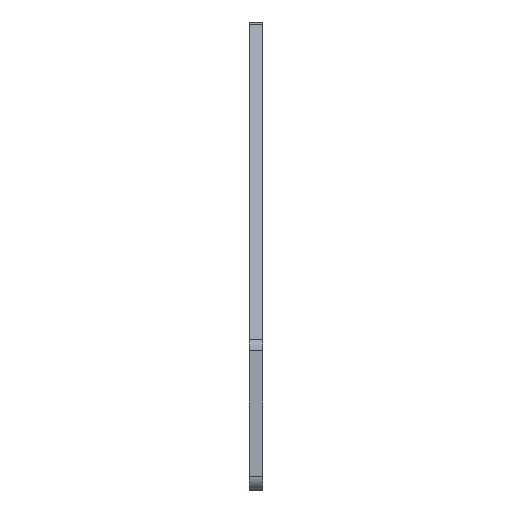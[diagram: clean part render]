
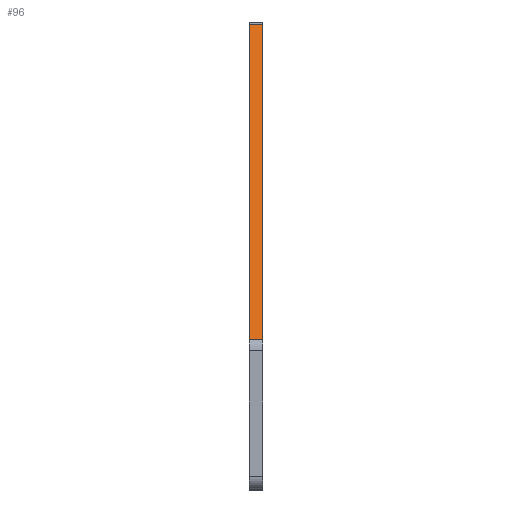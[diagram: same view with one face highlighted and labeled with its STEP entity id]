
A CAD part, left-side view. The second image highlights one B-rep face of the part: STEP entity #96.
In plain terms, the highlighted planar face has unit normal (-0.555, 0, 0.832).
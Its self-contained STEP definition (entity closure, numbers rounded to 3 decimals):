
#52 = ORIENTED_EDGE ( 'NONE', *, *, #797, .F. ) ;
#75 = ORIENTED_EDGE ( 'NONE', *, *, #779, .F. ) ;
#86 = DIRECTION ( 'NONE',  ( 0., -1., 0. ) ) ;
#96 = ADVANCED_FACE ( 'NONE', ( #1128 ), #1118, .T. ) ;
#118 = LINE ( 'NONE', #656, #774 ) ;
#122 = CARTESIAN_POINT ( 'NONE',  ( -101.887, 0., 14.672 ) ) ;
#141 = CARTESIAN_POINT ( 'NONE',  ( -101.887, 2.5, 14.672 ) ) ;
#153 = VECTOR ( 'NONE', #474, 1000. ) ;
#204 = EDGE_CURVE ( 'NONE', #299, #550, #118, .T. ) ;
#253 = DIRECTION ( 'NONE',  ( -0.555, 0., 0.832 ) ) ;
#299 = VERTEX_POINT ( 'NONE', #619 ) ;
#300 = LINE ( 'NONE', #122, #153 ) ;
#306 = VECTOR ( 'NONE', #514, 1000. ) ;
#312 = EDGE_LOOP ( 'NONE', ( #901, #858, #75, #52 ) ) ;
#322 = CARTESIAN_POINT ( 'NONE',  ( -14.394, 0., 73. ) ) ;
#325 = CARTESIAN_POINT ( 'NONE',  ( -101.887, 0., 14.672 ) ) ;
#336 = CARTESIAN_POINT ( 'NONE',  ( -14.394, 0., 73. ) ) ;
#449 = VERTEX_POINT ( 'NONE', #325 ) ;
#474 = DIRECTION ( 'NONE',  ( 0., 1., 0. ) ) ;
#514 = DIRECTION ( 'NONE',  ( -0.832, 0., -0.555 ) ) ;
#533 = LINE ( 'NONE', #322, #306 ) ;
#550 = VERTEX_POINT ( 'NONE', #141 ) ;
#562 = DIRECTION ( 'NONE',  ( -0.832, 0., -0.555 ) ) ;
#574 = AXIS2_PLACEMENT_3D ( 'NONE', #336, #253, #680 ) ;
#582 = EDGE_CURVE ( 'NONE', #449, #550, #300, .T. ) ;
#619 = CARTESIAN_POINT ( 'NONE',  ( -15.024, 2.5, 72.58 ) ) ;
#623 = VERTEX_POINT ( 'NONE', #1108 ) ;
#656 = CARTESIAN_POINT ( 'NONE',  ( -14.394, 2.5, 73. ) ) ;
#673 = LINE ( 'NONE', #1030, #953 ) ;
#680 = DIRECTION ( 'NONE',  ( -0.832, 0., -0.555 ) ) ;
#774 = VECTOR ( 'NONE', #562, 1000. ) ;
#779 = EDGE_CURVE ( 'NONE', #623, #449, #533, .T. ) ;
#797 = EDGE_CURVE ( 'NONE', #299, #623, #673, .T. ) ;
#858 = ORIENTED_EDGE ( 'NONE', *, *, #582, .F. ) ;
#901 = ORIENTED_EDGE ( 'NONE', *, *, #204, .T. ) ;
#953 = VECTOR ( 'NONE', #86, 1000. ) ;
#1030 = CARTESIAN_POINT ( 'NONE',  ( -15.024, 0., 72.58 ) ) ;
#1108 = CARTESIAN_POINT ( 'NONE',  ( -15.024, 0., 72.58 ) ) ;
#1118 = PLANE ( 'NONE',  #574 ) ;
#1128 = FACE_OUTER_BOUND ( 'NONE', #312, .T. ) ;
